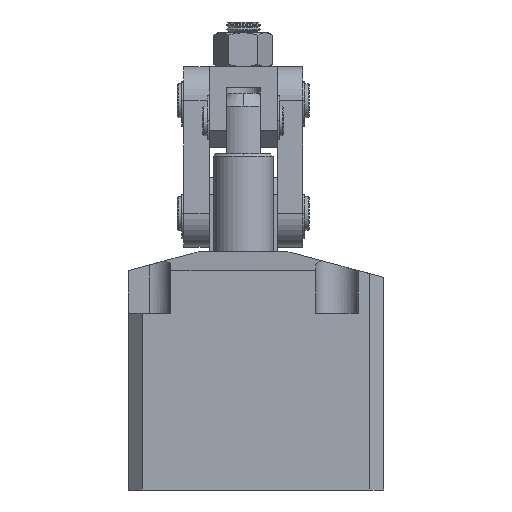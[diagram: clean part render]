
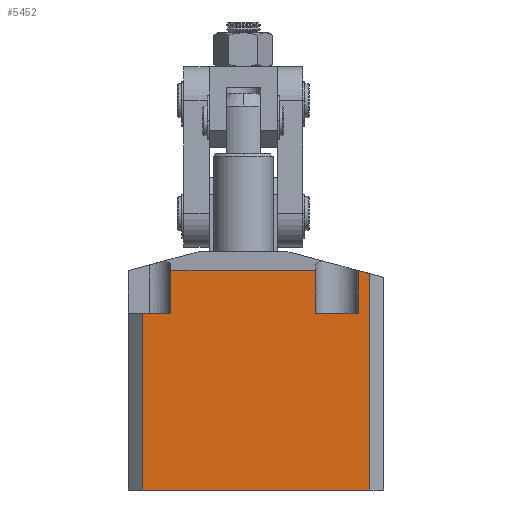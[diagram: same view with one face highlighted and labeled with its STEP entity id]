
A CAD part, left-side view. The second image highlights one B-rep face of the part: STEP entity #5452.
In plain terms, the highlighted face is planar.
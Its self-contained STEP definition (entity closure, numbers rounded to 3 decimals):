
#436 = ORIENTED_EDGE ( 'NONE', *, *, #9648, .T. ) ;
#599 = CARTESIAN_POINT ( 'NONE',  ( -53.5, -112., 54. ) ) ;
#820 = VECTOR ( 'NONE', #6627, 1000. ) ;
#875 = LINE ( 'NONE', #8611, #1175 ) ;
#974 = ORIENTED_EDGE ( 'NONE', *, *, #13421, .T. ) ;
#1175 = VECTOR ( 'NONE', #8590, 1000. ) ;
#1209 = CARTESIAN_POINT ( 'NONE',  ( 53.5, -112., 54. ) ) ;
#1307 = DIRECTION ( 'NONE',  ( 0., 1., 0. ) ) ;
#1364 = DIRECTION ( 'NONE',  ( -1., 0., 0. ) ) ;
#1396 = ORIENTED_EDGE ( 'NONE', *, *, #4150, .T. ) ;
#1398 = CARTESIAN_POINT ( 'NONE',  ( -53.5, -29., 54. ) ) ;
#1626 = EDGE_CURVE ( 'NONE', #8743, #2607, #10749, .T. ) ;
#1959 = LINE ( 'NONE', #13843, #4770 ) ;
#2001 = VECTOR ( 'NONE', #1307, 1000. ) ;
#2003 = ORIENTED_EDGE ( 'NONE', *, *, #2308, .F. ) ;
#2308 = EDGE_CURVE ( 'NONE', #9856, #13821, #8851, .T. ) ;
#2532 = ORIENTED_EDGE ( 'NONE', *, *, #7765, .T. ) ;
#2569 = VECTOR ( 'NONE', #11226, 1000. ) ;
#2607 = VERTEX_POINT ( 'NONE', #4457 ) ;
#3756 = LINE ( 'NONE', #7538, #8194 ) ;
#4028 = EDGE_CURVE ( 'NONE', #5898, #9856, #3756, .T. ) ;
#4047 = CARTESIAN_POINT ( 'NONE',  ( -40., -8.842, 54. ) ) ;
#4116 = VERTEX_POINT ( 'NONE', #13249 ) ;
#4150 = EDGE_CURVE ( 'NONE', #4116, #9135, #1959, .T. ) ;
#4266 = AXIS2_PLACEMENT_3D ( 'NONE', #11592, #11397, #11394 ) ;
#4457 = CARTESIAN_POINT ( 'NONE',  ( 48., -29., 54. ) ) ;
#4770 = VECTOR ( 'NONE', #13755, 1000. ) ;
#4974 = LINE ( 'NONE', #13663, #9836 ) ;
#5088 = VECTOR ( 'NONE', #1364, 1000. ) ;
#5106 = CARTESIAN_POINT ( 'NONE',  ( -40., -29., 54. ) ) ;
#5173 = VERTEX_POINT ( 'NONE', #13535 ) ;
#5284 = DIRECTION ( 'NONE',  ( -0.966, 0.259, 0. ) ) ;
#5329 = CARTESIAN_POINT ( 'NONE',  ( 53.5, -10.316, 54. ) ) ;
#5452 = ADVANCED_FACE ( 'NONE', ( #7823 ), #11415, .T. ) ;
#5527 = CARTESIAN_POINT ( 'NONE',  ( 53.5, -10.316, 54. ) ) ;
#5860 = ORIENTED_EDGE ( 'NONE', *, *, #11985, .T. ) ;
#5898 = VERTEX_POINT ( 'NONE', #7937 ) ;
#6141 = EDGE_LOOP ( 'NONE', ( #8394, #436, #2532, #1396, #5860, #974, #2003, #13210, #11439, #7569 ) ) ;
#6296 = VERTEX_POINT ( 'NONE', #5527 ) ;
#6386 = VERTEX_POINT ( 'NONE', #5106 ) ;
#6477 = CARTESIAN_POINT ( 'NONE',  ( 48., -8.842, 54. ) ) ;
#6627 = DIRECTION ( 'NONE',  ( 0., 1., 0. ) ) ;
#6688 = CARTESIAN_POINT ( 'NONE',  ( -53.5, -112., 54. ) ) ;
#6972 = EDGE_CURVE ( 'NONE', #5898, #6296, #12860, .T. ) ;
#7538 = CARTESIAN_POINT ( 'NONE',  ( 0., -112., 54. ) ) ;
#7569 = ORIENTED_EDGE ( 'NONE', *, *, #8913, .T. ) ;
#7765 = EDGE_CURVE ( 'NONE', #5173, #4116, #4974, .T. ) ;
#7823 = FACE_OUTER_BOUND ( 'NONE', #6141, .T. ) ;
#7937 = CARTESIAN_POINT ( 'NONE',  ( 53.5, -112., 54. ) ) ;
#8194 = VECTOR ( 'NONE', #11613, 1000. ) ;
#8394 = ORIENTED_EDGE ( 'NONE', *, *, #1626, .T. ) ;
#8590 = DIRECTION ( 'NONE',  ( 0., -1., 0. ) ) ;
#8611 = CARTESIAN_POINT ( 'NONE',  ( -40., -112., 54. ) ) ;
#8692 = DIRECTION ( 'NONE',  ( -1., 0., 0. ) ) ;
#8743 = VERTEX_POINT ( 'NONE', #6477 ) ;
#8851 = LINE ( 'NONE', #6688, #820 ) ;
#8913 = EDGE_CURVE ( 'NONE', #6296, #8743, #11951, .T. ) ;
#9057 = CARTESIAN_POINT ( 'NONE',  ( -53.5, -29., 54. ) ) ;
#9135 = VERTEX_POINT ( 'NONE', #4047 ) ;
#9648 = EDGE_CURVE ( 'NONE', #2607, #5173, #13374, .T. ) ;
#9836 = VECTOR ( 'NONE', #13644, 1000. ) ;
#9856 = VERTEX_POINT ( 'NONE', #599 ) ;
#10749 = LINE ( 'NONE', #11206, #2569 ) ;
#11206 = CARTESIAN_POINT ( 'NONE',  ( 48., -112., 54. ) ) ;
#11226 = DIRECTION ( 'NONE',  ( 0., -1., 0. ) ) ;
#11391 = LINE ( 'NONE', #9057, #11933 ) ;
#11394 = DIRECTION ( 'NONE',  ( 1., 0., 0. ) ) ;
#11397 = DIRECTION ( 'NONE',  ( 0., 0., 1. ) ) ;
#11415 = PLANE ( 'NONE',  #4266 ) ;
#11439 = ORIENTED_EDGE ( 'NONE', *, *, #6972, .T. ) ;
#11475 = VECTOR ( 'NONE', #5284, 1000. ) ;
#11592 = CARTESIAN_POINT ( 'NONE',  ( -53.5, -112., 54. ) ) ;
#11613 = DIRECTION ( 'NONE',  ( -1., 0., 0. ) ) ;
#11933 = VECTOR ( 'NONE', #8692, 1000. ) ;
#11951 = LINE ( 'NONE', #5329, #11475 ) ;
#11985 = EDGE_CURVE ( 'NONE', #9135, #6386, #875, .T. ) ;
#12860 = LINE ( 'NONE', #1209, #2001 ) ;
#13210 = ORIENTED_EDGE ( 'NONE', *, *, #4028, .F. ) ;
#13249 = CARTESIAN_POINT ( 'NONE',  ( 28., -8.842, 54. ) ) ;
#13374 = LINE ( 'NONE', #1398, #5088 ) ;
#13396 = CARTESIAN_POINT ( 'NONE',  ( -53.5, -29., 54. ) ) ;
#13421 = EDGE_CURVE ( 'NONE', #6386, #13821, #11391, .T. ) ;
#13535 = CARTESIAN_POINT ( 'NONE',  ( 28., -29., 54. ) ) ;
#13644 = DIRECTION ( 'NONE',  ( 0., 1., 0. ) ) ;
#13663 = CARTESIAN_POINT ( 'NONE',  ( 28., -112., 54. ) ) ;
#13755 = DIRECTION ( 'NONE',  ( -1., 0., 0. ) ) ;
#13821 = VERTEX_POINT ( 'NONE', #13396 ) ;
#13843 = CARTESIAN_POINT ( 'NONE',  ( -53.5, -8.842, 54. ) ) ;
